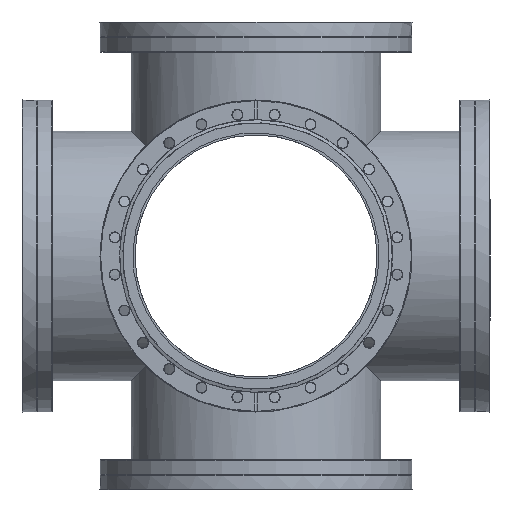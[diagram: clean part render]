
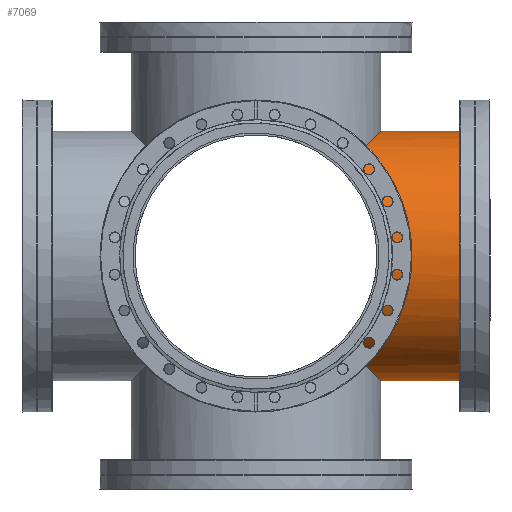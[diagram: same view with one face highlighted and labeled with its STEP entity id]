
A CAD part, left-side view. The second image highlights one B-rep face of the part: STEP entity #7069.
In plain terms, the highlighted cylindrical face has radius 101.6 mm (diameter 203.2 mm), a full revolution.
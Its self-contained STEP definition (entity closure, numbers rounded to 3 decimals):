
#11=ELLIPSE('',#7727,143.684,101.6);
#13=ELLIPSE('',#7730,143.684,101.6);
#16=ELLIPSE('',#7733,143.684,101.6);
#17=ELLIPSE('',#7736,143.684,101.6);
#18=ELLIPSE('',#7737,143.684,101.6);
#714=CIRCLE('',#7735,101.6);
#1077=FACE_OUTER_BOUND('',#1490,.T.);
#1490=EDGE_LOOP('',(#5783,#5784,#5785,#5786,#5787,#5788,#5789,#5790));
#1923=LINE('',#24148,#2292);
#2292=VECTOR('',#9008,101.6);
#3173=VERTEX_POINT('',#24124);
#3174=VERTEX_POINT('',#24125);
#3177=VERTEX_POINT('',#24133);
#3178=VERTEX_POINT('',#24134);
#3182=VERTEX_POINT('',#24142);
#3183=VERTEX_POINT('',#24146);
#4093=EDGE_CURVE('',#3173,#3174,#11,.T.);
#4097=EDGE_CURVE('',#3177,#3178,#13,.T.);
#4102=EDGE_CURVE('',#3178,#3182,#16,.T.);
#4103=EDGE_CURVE('',#3183,#3183,#714,.T.);
#4104=EDGE_CURVE('',#3183,#3178,#1923,.T.);
#4105=EDGE_CURVE('',#3182,#3173,#17,.T.);
#4106=EDGE_CURVE('',#3174,#3177,#18,.T.);
#5783=ORIENTED_EDGE('',*,*,#4103,.F.);
#5784=ORIENTED_EDGE('',*,*,#4104,.T.);
#5785=ORIENTED_EDGE('',*,*,#4102,.T.);
#5786=ORIENTED_EDGE('',*,*,#4105,.T.);
#5787=ORIENTED_EDGE('',*,*,#4093,.T.);
#5788=ORIENTED_EDGE('',*,*,#4106,.T.);
#5789=ORIENTED_EDGE('',*,*,#4097,.T.);
#5790=ORIENTED_EDGE('',*,*,#4104,.F.);
#6838=CYLINDRICAL_SURFACE('',#7734,101.6);
#7069=ADVANCED_FACE('',(#1077),#6838,.T.);
#7727=AXIS2_PLACEMENT_3D('',#24126,#8986,#8987);
#7730=AXIS2_PLACEMENT_3D('',#24135,#8994,#8995);
#7733=AXIS2_PLACEMENT_3D('',#24144,#9002,#9003);
#7734=AXIS2_PLACEMENT_3D('',#24145,#9004,#9005);
#7735=AXIS2_PLACEMENT_3D('',#24147,#9006,#9007);
#7736=AXIS2_PLACEMENT_3D('',#24149,#9009,#9010);
#7737=AXIS2_PLACEMENT_3D('',#24150,#9011,#9012);
#8986=DIRECTION('center_axis',(0.707,0.,-0.707));
#8987=DIRECTION('ref_axis',(-0.707,0.,-0.707));
#8994=DIRECTION('center_axis',(-0.707,0.,
-0.707));
#8995=DIRECTION('ref_axis',(-0.707,0.,0.707));
#9002=DIRECTION('center_axis',(-0.707,0.,
-0.707));
#9003=DIRECTION('ref_axis',(-0.707,0.,0.707));
#9004=DIRECTION('center_axis',(0.,0.,-1.));
#9005=DIRECTION('ref_axis',(-1.,0.,0.));
#9006=DIRECTION('center_axis',(0.,0.,-1.));
#9007=DIRECTION('ref_axis',(-1.,0.,0.));
#9008=DIRECTION('',(0.,0.,1.));
#9009=DIRECTION('center_axis',(0.,0.707,-0.707));
#9010=DIRECTION('ref_axis',(0.,0.707,0.707));
#9011=DIRECTION('center_axis',(0.,-0.707,
-0.707));
#9012=DIRECTION('ref_axis',(0.,0.707,-0.707));
#24124=CARTESIAN_POINT('',(-71.842,-71.842,-71.842));
#24125=CARTESIAN_POINT('',(-71.842,71.842,-71.842));
#24126=CARTESIAN_POINT('Origin',(0.,0.,0.));
#24133=CARTESIAN_POINT('',(71.842,71.842,-71.842));
#24134=CARTESIAN_POINT('',(101.6,0.,-101.6));
#24135=CARTESIAN_POINT('Origin',(0.,0.,0.));
#24142=CARTESIAN_POINT('',(71.842,-71.842,-71.842));
#24144=CARTESIAN_POINT('Origin',(0.,0.,0.));
#24145=CARTESIAN_POINT('Origin',(0.,0.,0.));
#24146=CARTESIAN_POINT('',(101.6,0.,-177.8));
#24147=CARTESIAN_POINT('Origin',(0.,0.,-177.8));
#24148=CARTESIAN_POINT('',(101.6,0.,0.));
#24149=CARTESIAN_POINT('Origin',(0.,0.,0.));
#24150=CARTESIAN_POINT('Origin',(0.,0.,0.));
